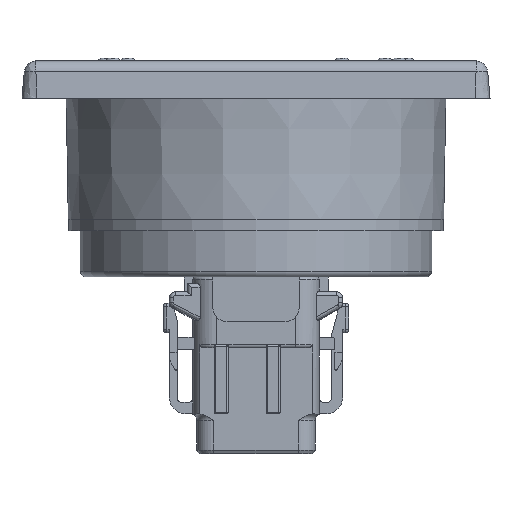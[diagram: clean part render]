
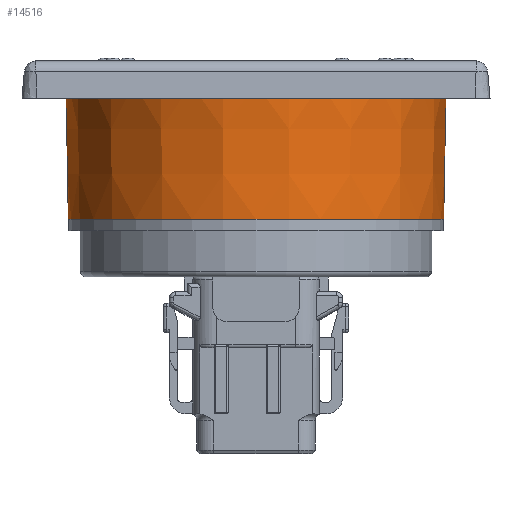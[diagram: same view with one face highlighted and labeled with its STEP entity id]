
A CAD part, front view. The second image highlights one B-rep face of the part: STEP entity #14516.
In plain terms, the highlighted conical face has half-angle 1 degrees and reference radius 33 mm.
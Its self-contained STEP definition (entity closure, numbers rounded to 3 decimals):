
#1264=LINE('',#21965,#2353);
#2353=VECTOR('',#16955,33.);
#3434=CONICAL_SURFACE('',#15442,33.,0.017);
#3521=FACE_OUTER_BOUND('',#4412,.T.);
#4412=EDGE_LOOP('',(#9858,#9859,#9860,#9861));
#5294=CIRCLE('',#15334,32.59);
#5353=CIRCLE('',#15439,33.);
#5876=VERTEX_POINT('',#20533);
#5964=VERTEX_POINT('',#21958);
#7333=EDGE_CURVE('',#5876,#5876,#5294,.T.);
#7464=EDGE_CURVE('',#5964,#5964,#5353,.T.);
#7467=EDGE_CURVE('',#5964,#5876,#1264,.T.);
#9858=ORIENTED_EDGE('',*,*,#7464,.F.);
#9859=ORIENTED_EDGE('',*,*,#7467,.T.);
#9860=ORIENTED_EDGE('',*,*,#7333,.T.);
#9861=ORIENTED_EDGE('',*,*,#7467,.F.);
#14516=ADVANCED_FACE('',(#3521),#3434,.T.);
#15334=AXIS2_PLACEMENT_3D('',#20534,#16706,#16707);
#15439=AXIS2_PLACEMENT_3D('',#21959,#16946,#16947);
#15442=AXIS2_PLACEMENT_3D('',#21964,#16953,#16954);
#16706=DIRECTION('center_axis',(0.,0.,1.));
#16707=DIRECTION('ref_axis',(1.,0.,0.));
#16946=DIRECTION('center_axis',(0.,0.,1.));
#16947=DIRECTION('ref_axis',(1.,0.,0.));
#16953=DIRECTION('center_axis',(0.,0.,1.));
#16954=DIRECTION('ref_axis',(1.,0.,0.));
#16955=DIRECTION('',(0.017,0.,-1.));
#20533=CARTESIAN_POINT('',(-32.59,0.,-21.));
#20534=CARTESIAN_POINT('Origin',(0.,0.,-21.));
#21958=CARTESIAN_POINT('',(-33.,0.,2.5));
#21959=CARTESIAN_POINT('Origin',(0.,0.,2.5));
#21964=CARTESIAN_POINT('Origin',(0.,0.,2.5));
#21965=CARTESIAN_POINT('',(-33.,0.,2.5));
